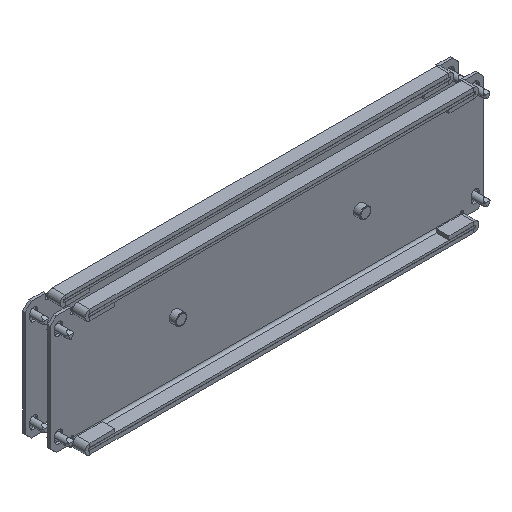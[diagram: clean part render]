
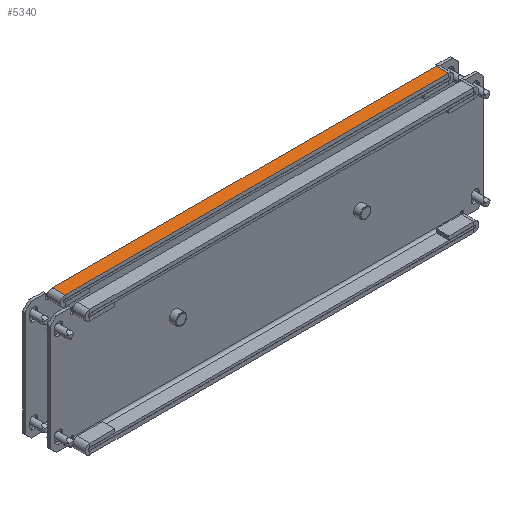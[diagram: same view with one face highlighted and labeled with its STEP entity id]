
A CAD part, isometric view. The second image highlights one B-rep face of the part: STEP entity #5340.
In plain terms, the highlighted face is planar.
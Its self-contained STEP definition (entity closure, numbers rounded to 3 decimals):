
#60 = VECTOR ( 'NONE', #201, 1000. ) ;
#201 = DIRECTION ( 'NONE',  ( 1., 0., 0. ) ) ;
#207 = EDGE_LOOP ( 'NONE', ( #5206, #4541, #2848, #2147 ) ) ;
#352 = VERTEX_POINT ( 'NONE', #826 ) ;
#574 = LINE ( 'NONE', #1146, #1545 ) ;
#603 = EDGE_CURVE ( 'NONE', #4656, #3760, #2919, .T. ) ;
#826 = CARTESIAN_POINT ( 'NONE',  ( -5., -3., -154. ) ) ;
#842 = DIRECTION ( 'NONE',  ( 1., 0., 0. ) ) ;
#1146 = CARTESIAN_POINT ( 'NONE',  ( -5., -3., -154. ) ) ;
#1174 = VECTOR ( 'NONE', #2015, 1000. ) ;
#1241 = CARTESIAN_POINT ( 'NONE',  ( -5., -3., -154. ) ) ;
#1404 = CARTESIAN_POINT ( 'NONE',  ( -5., -3., -154. ) ) ;
#1545 = VECTOR ( 'NONE', #3749, 1000. ) ;
#1923 = CARTESIAN_POINT ( 'NONE',  ( 5., -3., 154. ) ) ;
#2015 = DIRECTION ( 'NONE',  ( 1., 0., 0. ) ) ;
#2147 = ORIENTED_EDGE ( 'NONE', *, *, #603, .T. ) ;
#2291 = LINE ( 'NONE', #2436, #1174 ) ;
#2302 = VECTOR ( 'NONE', #3123, 1000. ) ;
#2436 = CARTESIAN_POINT ( 'NONE',  ( -5., -3., 154. ) ) ;
#2516 = EDGE_CURVE ( 'NONE', #3849, #3760, #2291, .T. ) ;
#2848 = ORIENTED_EDGE ( 'NONE', *, *, #2983, .T. ) ;
#2919 = LINE ( 'NONE', #4802, #2302 ) ;
#2983 = EDGE_CURVE ( 'NONE', #352, #4656, #5301, .T. ) ;
#3123 = DIRECTION ( 'NONE',  ( 0., 0., 1. ) ) ;
#3380 = DIRECTION ( 'NONE',  ( 0., -1., 0. ) ) ;
#3726 = CARTESIAN_POINT ( 'NONE',  ( 5., -3., -154. ) ) ;
#3749 = DIRECTION ( 'NONE',  ( 0., 0., 1. ) ) ;
#3760 = VERTEX_POINT ( 'NONE', #1923 ) ;
#3838 = PLANE ( 'NONE',  #3875 ) ;
#3849 = VERTEX_POINT ( 'NONE', #4970 ) ;
#3875 = AXIS2_PLACEMENT_3D ( 'NONE', #1241, #3380, #842 ) ;
#3976 = EDGE_CURVE ( 'NONE', #352, #3849, #574, .T. ) ;
#4541 = ORIENTED_EDGE ( 'NONE', *, *, #3976, .F. ) ;
#4562 = FACE_OUTER_BOUND ( 'NONE', #207, .T. ) ;
#4656 = VERTEX_POINT ( 'NONE', #3726 ) ;
#4802 = CARTESIAN_POINT ( 'NONE',  ( 5., -3., -154. ) ) ;
#4970 = CARTESIAN_POINT ( 'NONE',  ( -5., -3., 154. ) ) ;
#5206 = ORIENTED_EDGE ( 'NONE', *, *, #2516, .F. ) ;
#5301 = LINE ( 'NONE', #1404, #60 ) ;
#5340 = ADVANCED_FACE ( 'NONE', ( #4562 ), #3838, .T. ) ;
